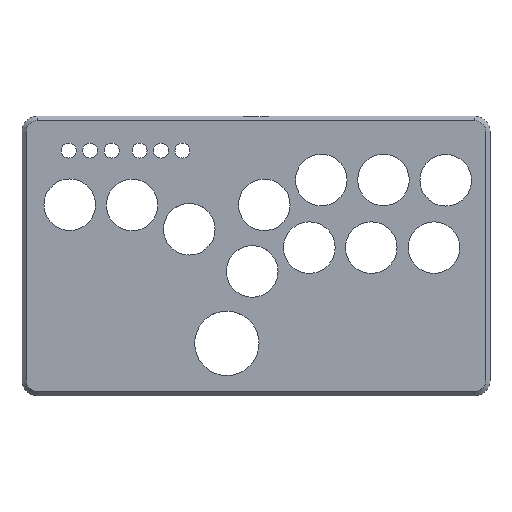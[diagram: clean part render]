
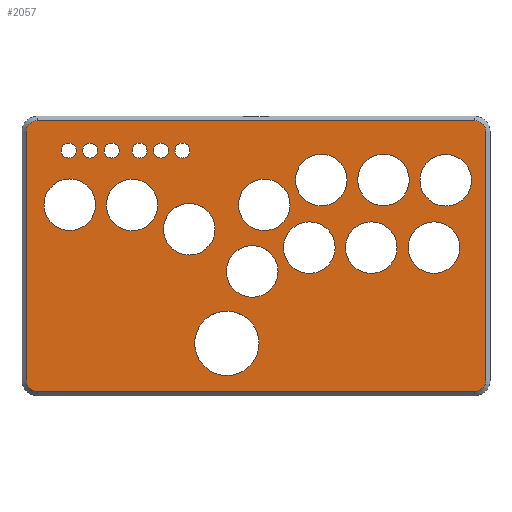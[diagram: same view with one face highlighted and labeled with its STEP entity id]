
A CAD part, top view. The second image highlights one B-rep face of the part: STEP entity #2057.
In plain terms, the highlighted planar face has unit normal (0, 0, 1).
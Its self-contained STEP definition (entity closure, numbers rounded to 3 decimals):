
#15=FACE_BOUND('',#383,.T.);
#16=FACE_BOUND('',#384,.T.);
#17=FACE_BOUND('',#385,.T.);
#18=FACE_BOUND('',#386,.T.);
#19=FACE_BOUND('',#387,.T.);
#20=FACE_BOUND('',#388,.T.);
#21=FACE_BOUND('',#389,.T.);
#22=FACE_BOUND('',#390,.T.);
#23=FACE_BOUND('',#391,.T.);
#24=FACE_BOUND('',#392,.T.);
#25=FACE_BOUND('',#393,.T.);
#26=FACE_BOUND('',#394,.T.);
#27=FACE_BOUND('',#395,.T.);
#28=FACE_BOUND('',#396,.T.);
#29=FACE_BOUND('',#397,.T.);
#30=FACE_BOUND('',#398,.T.);
#31=FACE_BOUND('',#399,.T.);
#32=FACE_BOUND('',#400,.T.);
#128=CIRCLE('',#2185,5.);
#130=CIRCLE('',#2188,5.);
#132=CIRCLE('',#2193,5.);
#134=CIRCLE('',#2196,5.);
#138=CIRCLE('',#2208,12.);
#139=CIRCLE('',#2209,3.5);
#140=CIRCLE('',#2210,12.);
#141=CIRCLE('',#2211,12.);
#142=CIRCLE('',#2212,12.);
#143=CIRCLE('',#2213,12.);
#144=CIRCLE('',#2214,15.);
#145=CIRCLE('',#2215,12.);
#146=CIRCLE('',#2216,12.);
#147=CIRCLE('',#2217,12.);
#148=CIRCLE('',#2218,12.);
#149=CIRCLE('',#2219,12.);
#150=CIRCLE('',#2220,3.5);
#151=CIRCLE('',#2221,3.5);
#152=CIRCLE('',#2222,3.5);
#153=CIRCLE('',#2223,3.5);
#154=CIRCLE('',#2224,3.5);
#155=CIRCLE('',#2225,12.);
#256=FACE_OUTER_BOUND('',#382,.T.);
#382=EDGE_LOOP('',(#1455,#1456,#1457,#1458,#1459,#1460,#1461,#1462));
#383=EDGE_LOOP('',(#1463));
#384=EDGE_LOOP('',(#1464));
#385=EDGE_LOOP('',(#1465));
#386=EDGE_LOOP('',(#1466));
#387=EDGE_LOOP('',(#1467));
#388=EDGE_LOOP('',(#1468));
#389=EDGE_LOOP('',(#1469));
#390=EDGE_LOOP('',(#1470));
#391=EDGE_LOOP('',(#1471));
#392=EDGE_LOOP('',(#1472));
#393=EDGE_LOOP('',(#1473));
#394=EDGE_LOOP('',(#1474));
#395=EDGE_LOOP('',(#1475));
#396=EDGE_LOOP('',(#1476));
#397=EDGE_LOOP('',(#1477));
#398=EDGE_LOOP('',(#1478));
#399=EDGE_LOOP('',(#1479));
#400=EDGE_LOOP('',(#1480));
#555=LINE('',#3079,#735);
#560=LINE('',#3097,#740);
#566=LINE('',#3109,#746);
#572=LINE('',#3128,#752);
#735=VECTOR('',#2424,10.);
#740=VECTOR('',#2443,10.);
#746=VECTOR('',#2451,10.);
#752=VECTOR('',#2471,10.);
#915=VERTEX_POINT('',#3076);
#916=VERTEX_POINT('',#3078);
#918=VERTEX_POINT('',#3084);
#921=VERTEX_POINT('',#3091);
#922=VERTEX_POINT('',#3096);
#927=VERTEX_POINT('',#3107);
#930=VERTEX_POINT('',#3116);
#933=VERTEX_POINT('',#3123);
#942=VERTEX_POINT('',#3159);
#943=VERTEX_POINT('',#3161);
#944=VERTEX_POINT('',#3163);
#945=VERTEX_POINT('',#3165);
#946=VERTEX_POINT('',#3167);
#947=VERTEX_POINT('',#3169);
#948=VERTEX_POINT('',#3171);
#949=VERTEX_POINT('',#3173);
#950=VERTEX_POINT('',#3175);
#951=VERTEX_POINT('',#3177);
#952=VERTEX_POINT('',#3179);
#953=VERTEX_POINT('',#3181);
#954=VERTEX_POINT('',#3183);
#955=VERTEX_POINT('',#3185);
#956=VERTEX_POINT('',#3187);
#957=VERTEX_POINT('',#3189);
#958=VERTEX_POINT('',#3191);
#959=VERTEX_POINT('',#3193);
#1105=EDGE_CURVE('',#915,#916,#555,.T.);
#1108=EDGE_CURVE('',#916,#918,#128,.T.);
#1112=EDGE_CURVE('',#921,#915,#130,.T.);
#1114=EDGE_CURVE('',#918,#922,#560,.T.);
#1120=EDGE_CURVE('',#927,#921,#566,.T.);
#1124=EDGE_CURVE('',#922,#930,#132,.T.);
#1128=EDGE_CURVE('',#933,#927,#134,.T.);
#1130=EDGE_CURVE('',#930,#933,#572,.T.);
#1146=EDGE_CURVE('',#942,#942,#138,.T.);
#1147=EDGE_CURVE('',#943,#943,#139,.T.);
#1148=EDGE_CURVE('',#944,#944,#140,.T.);
#1149=EDGE_CURVE('',#945,#945,#141,.T.);
#1150=EDGE_CURVE('',#946,#946,#142,.T.);
#1151=EDGE_CURVE('',#947,#947,#143,.T.);
#1152=EDGE_CURVE('',#948,#948,#144,.T.);
#1153=EDGE_CURVE('',#949,#949,#145,.T.);
#1154=EDGE_CURVE('',#950,#950,#146,.T.);
#1155=EDGE_CURVE('',#951,#951,#147,.T.);
#1156=EDGE_CURVE('',#952,#952,#148,.T.);
#1157=EDGE_CURVE('',#953,#953,#149,.T.);
#1158=EDGE_CURVE('',#954,#954,#150,.T.);
#1159=EDGE_CURVE('',#955,#955,#151,.T.);
#1160=EDGE_CURVE('',#956,#956,#152,.T.);
#1161=EDGE_CURVE('',#957,#957,#153,.T.);
#1162=EDGE_CURVE('',#958,#958,#154,.T.);
#1163=EDGE_CURVE('',#959,#959,#155,.T.);
#1455=ORIENTED_EDGE('',*,*,#1105,.F.);
#1456=ORIENTED_EDGE('',*,*,#1112,.F.);
#1457=ORIENTED_EDGE('',*,*,#1120,.F.);
#1458=ORIENTED_EDGE('',*,*,#1128,.F.);
#1459=ORIENTED_EDGE('',*,*,#1130,.F.);
#1460=ORIENTED_EDGE('',*,*,#1124,.F.);
#1461=ORIENTED_EDGE('',*,*,#1114,.F.);
#1462=ORIENTED_EDGE('',*,*,#1108,.F.);
#1463=ORIENTED_EDGE('',*,*,#1146,.T.);
#1464=ORIENTED_EDGE('',*,*,#1147,.T.);
#1465=ORIENTED_EDGE('',*,*,#1148,.T.);
#1466=ORIENTED_EDGE('',*,*,#1149,.T.);
#1467=ORIENTED_EDGE('',*,*,#1150,.T.);
#1468=ORIENTED_EDGE('',*,*,#1151,.T.);
#1469=ORIENTED_EDGE('',*,*,#1152,.T.);
#1470=ORIENTED_EDGE('',*,*,#1153,.T.);
#1471=ORIENTED_EDGE('',*,*,#1154,.T.);
#1472=ORIENTED_EDGE('',*,*,#1155,.T.);
#1473=ORIENTED_EDGE('',*,*,#1156,.T.);
#1474=ORIENTED_EDGE('',*,*,#1157,.T.);
#1475=ORIENTED_EDGE('',*,*,#1158,.T.);
#1476=ORIENTED_EDGE('',*,*,#1159,.T.);
#1477=ORIENTED_EDGE('',*,*,#1160,.T.);
#1478=ORIENTED_EDGE('',*,*,#1161,.T.);
#1479=ORIENTED_EDGE('',*,*,#1162,.T.);
#1480=ORIENTED_EDGE('',*,*,#1163,.T.);
#1982=PLANE('',#2207);
#2057=ADVANCED_FACE('',(#256,#15,#16,#17,#18,#19,#20,#21,#22,#23,#24,#25,
#26,#27,#28,#29,#30,#31,#32),#1982,.T.);
#2185=AXIS2_PLACEMENT_3D('',#3085,#2429,#2430);
#2188=AXIS2_PLACEMENT_3D('',#3093,#2437,#2438);
#2193=AXIS2_PLACEMENT_3D('',#3117,#2457,#2458);
#2196=AXIS2_PLACEMENT_3D('',#3125,#2465,#2466);
#2207=AXIS2_PLACEMENT_3D('',#3158,#2501,#2502);
#2208=AXIS2_PLACEMENT_3D('',#3160,#2503,#2504);
#2209=AXIS2_PLACEMENT_3D('',#3162,#2505,#2506);
#2210=AXIS2_PLACEMENT_3D('',#3164,#2507,#2508);
#2211=AXIS2_PLACEMENT_3D('',#3166,#2509,#2510);
#2212=AXIS2_PLACEMENT_3D('',#3168,#2511,#2512);
#2213=AXIS2_PLACEMENT_3D('',#3170,#2513,#2514);
#2214=AXIS2_PLACEMENT_3D('',#3172,#2515,#2516);
#2215=AXIS2_PLACEMENT_3D('',#3174,#2517,#2518);
#2216=AXIS2_PLACEMENT_3D('',#3176,#2519,#2520);
#2217=AXIS2_PLACEMENT_3D('',#3178,#2521,#2522);
#2218=AXIS2_PLACEMENT_3D('',#3180,#2523,#2524);
#2219=AXIS2_PLACEMENT_3D('',#3182,#2525,#2526);
#2220=AXIS2_PLACEMENT_3D('',#3184,#2527,#2528);
#2221=AXIS2_PLACEMENT_3D('',#3186,#2529,#2530);
#2222=AXIS2_PLACEMENT_3D('',#3188,#2531,#2532);
#2223=AXIS2_PLACEMENT_3D('',#3190,#2533,#2534);
#2224=AXIS2_PLACEMENT_3D('',#3192,#2535,#2536);
#2225=AXIS2_PLACEMENT_3D('',#3194,#2537,#2538);
#2424=DIRECTION('',(0.,-1.,0.));
#2429=DIRECTION('center_axis',(0.,0.,-1.));
#2430=DIRECTION('ref_axis',(0.707,-0.707,0.));
#2437=DIRECTION('center_axis',(0.,0.,-1.));
#2438=DIRECTION('ref_axis',(0.707,0.707,0.));
#2443=DIRECTION('',(-1.,0.,0.));
#2451=DIRECTION('',(1.,0.,0.));
#2457=DIRECTION('center_axis',(0.,0.,-1.));
#2458=DIRECTION('ref_axis',(-0.707,-0.707,0.));
#2465=DIRECTION('center_axis',(0.,0.,-1.));
#2466=DIRECTION('ref_axis',(-0.707,0.707,0.));
#2471=DIRECTION('',(0.,1.,0.));
#2501=DIRECTION('center_axis',(0.,0.,1.));
#2502=DIRECTION('ref_axis',(-1.,0.,0.));
#2503=DIRECTION('center_axis',(0.,0.,-1.));
#2504=DIRECTION('ref_axis',(-1.,0.,0.));
#2505=DIRECTION('center_axis',(0.,0.,-1.));
#2506=DIRECTION('ref_axis',(-1.,0.,0.));
#2507=DIRECTION('center_axis',(0.,0.,-1.));
#2508=DIRECTION('ref_axis',(-1.,0.,0.));
#2509=DIRECTION('center_axis',(0.,0.,-1.));
#2510=DIRECTION('ref_axis',(-1.,0.,0.));
#2511=DIRECTION('center_axis',(0.,0.,-1.));
#2512=DIRECTION('ref_axis',(-1.,0.,0.));
#2513=DIRECTION('center_axis',(0.,0.,-1.));
#2514=DIRECTION('ref_axis',(-1.,0.,0.));
#2515=DIRECTION('center_axis',(0.,0.,-1.));
#2516=DIRECTION('ref_axis',(-1.,0.,0.));
#2517=DIRECTION('center_axis',(0.,0.,-1.));
#2518=DIRECTION('ref_axis',(-1.,0.,0.));
#2519=DIRECTION('center_axis',(0.,0.,-1.));
#2520=DIRECTION('ref_axis',(-1.,0.,0.));
#2521=DIRECTION('center_axis',(0.,0.,-1.));
#2522=DIRECTION('ref_axis',(-1.,0.,0.));
#2523=DIRECTION('center_axis',(0.,0.,-1.));
#2524=DIRECTION('ref_axis',(-1.,0.,0.));
#2525=DIRECTION('center_axis',(0.,0.,-1.));
#2526=DIRECTION('ref_axis',(-1.,0.,0.));
#2527=DIRECTION('center_axis',(0.,0.,-1.));
#2528=DIRECTION('ref_axis',(-1.,0.,0.));
#2529=DIRECTION('center_axis',(0.,0.,-1.));
#2530=DIRECTION('ref_axis',(-1.,0.,0.));
#2531=DIRECTION('center_axis',(0.,0.,-1.));
#2532=DIRECTION('ref_axis',(-1.,0.,0.));
#2533=DIRECTION('center_axis',(0.,0.,-1.));
#2534=DIRECTION('ref_axis',(-1.,0.,0.));
#2535=DIRECTION('center_axis',(0.,0.,-1.));
#2536=DIRECTION('ref_axis',(-1.,0.,0.));
#2537=DIRECTION('center_axis',(0.,0.,-1.));
#2538=DIRECTION('ref_axis',(-1.,0.,0.));
#3076=CARTESIAN_POINT('',(107.,56.85,7.6));
#3078=CARTESIAN_POINT('',(107.,-59.25,7.6));
#3079=CARTESIAN_POINT('',(107.,-30.225,7.6));
#3084=CARTESIAN_POINT('',(102.,-64.25,7.6));
#3085=CARTESIAN_POINT('Origin',(102.,-59.25,7.6));
#3091=CARTESIAN_POINT('',(102.,61.85,7.6));
#3093=CARTESIAN_POINT('Origin',(102.,56.85,7.6));
#3096=CARTESIAN_POINT('',(-102.,-64.25,7.6));
#3097=CARTESIAN_POINT('',(-51.,-64.25,7.6));
#3107=CARTESIAN_POINT('',(-102.,61.85,7.6));
#3109=CARTESIAN_POINT('',(51.,61.85,7.6));
#3116=CARTESIAN_POINT('',(-107.,-59.25,7.6));
#3117=CARTESIAN_POINT('Origin',(-102.,-59.25,7.6));
#3123=CARTESIAN_POINT('',(-107.,56.85,7.6));
#3125=CARTESIAN_POINT('Origin',(-102.,56.85,7.6));
#3128=CARTESIAN_POINT('',(-107.,27.825,7.6));
#3158=CARTESIAN_POINT('Origin',(0.,-1.2,7.6));
#3159=CARTESIAN_POINT('',(-74.775,22.7,7.6));
#3160=CARTESIAN_POINT('Origin',(-86.775,22.7,7.6));
#3161=CARTESIAN_POINT('',(-30.75,47.9,7.6));
#3162=CARTESIAN_POINT('Origin',(-34.25,47.9,7.6));
#3163=CARTESIAN_POINT('',(100.36,34.05,7.6));
#3164=CARTESIAN_POINT('Origin',(88.36,34.05,7.6));
#3165=CARTESIAN_POINT('',(10.25,-8.4,7.6));
#3166=CARTESIAN_POINT('Origin',(-1.75,-8.4,7.6));
#3167=CARTESIAN_POINT('',(-45.68,22.58,7.6));
#3168=CARTESIAN_POINT('Origin',(-57.68,22.58,7.6));
#3169=CARTESIAN_POINT('',(36.86,2.71,7.6));
#3170=CARTESIAN_POINT('Origin',(24.86,2.71,7.6));
#3171=CARTESIAN_POINT('',(1.42,-41.87,7.6));
#3172=CARTESIAN_POINT('Origin',(-13.58,-41.87,7.6));
#3173=CARTESIAN_POINT('',(15.86,22.64,7.6));
#3174=CARTESIAN_POINT('Origin',(3.86,22.64,7.6));
#3175=CARTESIAN_POINT('',(94.92,2.71,7.6));
#3176=CARTESIAN_POINT('Origin',(82.92,2.71,7.6));
#3177=CARTESIAN_POINT('',(65.71,2.71,7.6));
#3178=CARTESIAN_POINT('Origin',(53.71,2.71,7.6));
#3179=CARTESIAN_POINT('',(42.42,34.17,7.6));
#3180=CARTESIAN_POINT('Origin',(30.42,34.17,7.6));
#3181=CARTESIAN_POINT('',(-19.08,11.23,7.6));
#3182=CARTESIAN_POINT('Origin',(-31.08,11.23,7.6));
#3183=CARTESIAN_POINT('',(-63.75,47.9,7.6));
#3184=CARTESIAN_POINT('Origin',(-67.25,47.9,7.6));
#3185=CARTESIAN_POINT('',(-73.75,47.9,7.6));
#3186=CARTESIAN_POINT('Origin',(-77.25,47.9,7.6));
#3187=CARTESIAN_POINT('',(-50.75,47.9,7.6));
#3188=CARTESIAN_POINT('Origin',(-54.25,47.9,7.6));
#3189=CARTESIAN_POINT('',(-40.75,47.9,7.6));
#3190=CARTESIAN_POINT('Origin',(-44.25,47.9,7.6));
#3191=CARTESIAN_POINT('',(-83.75,47.9,7.6));
#3192=CARTESIAN_POINT('Origin',(-87.25,47.9,7.6));
#3193=CARTESIAN_POINT('',(71.39,34.29,7.6));
#3194=CARTESIAN_POINT('Origin',(59.39,34.29,7.6));
